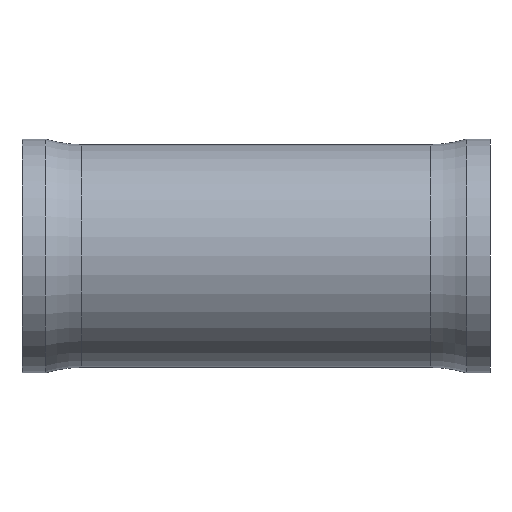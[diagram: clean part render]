
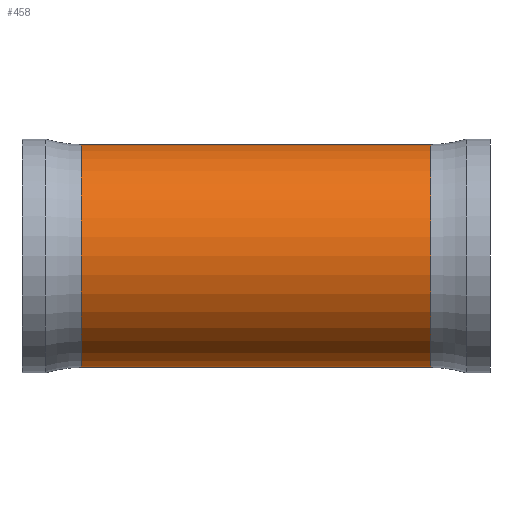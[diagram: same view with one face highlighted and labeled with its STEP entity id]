
A CAD part, left-side view. The second image highlights one B-rep face of the part: STEP entity #458.
In plain terms, the highlighted cylindrical face has radius 23.812 mm (diameter 47.625 mm), a partial arc.
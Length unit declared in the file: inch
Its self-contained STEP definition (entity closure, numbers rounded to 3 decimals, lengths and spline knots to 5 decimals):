
#7 = VERTEX_POINT ( 'NONE', #351 ) ;
#14 = DIRECTION ( 'NONE',  ( 0., 0., 1. ) ) ;
#20 = DIRECTION ( 'NONE',  ( 0., 1., 0. ) ) ;
#22 = LINE ( 'NONE', #506, #172 ) ;
#23 = VECTOR ( 'NONE', #106, 39.37008 ) ;
#45 = ORIENTED_EDGE ( 'NONE', *, *, #199, .T. ) ;
#51 = LINE ( 'NONE', #459, #23 ) ;
#68 = CARTESIAN_POINT ( 'NONE',  ( 0., 3.43861, 0. ) ) ;
#82 = CIRCLE ( 'NONE', #217, 0.9375 ) ;
#88 = CYLINDRICAL_SURFACE ( 'NONE', #360, 0.9375 ) ;
#95 = FACE_OUTER_BOUND ( 'NONE', #382, .T. ) ;
#106 = DIRECTION ( 'NONE',  ( 0., 1., 0. ) ) ;
#130 = DIRECTION ( 'NONE',  ( 0., 1., 0. ) ) ;
#172 = VECTOR ( 'NONE', #20, 39.37008 ) ;
#199 = EDGE_CURVE ( 'NONE', #598, #585, #223, .T. ) ;
#212 = DIRECTION ( 'NONE',  ( 0., 1., 0. ) ) ;
#217 = AXIS2_PLACEMENT_3D ( 'NONE', #68, #130, #14 ) ;
#219 = CARTESIAN_POINT ( 'NONE',  ( 0., 0.49839, 0. ) ) ;
#223 = CIRCLE ( 'NONE', #454, 0.9375 ) ;
#251 = CARTESIAN_POINT ( 'NONE',  ( 0., 0.49839, -0.9375 ) ) ;
#263 = DIRECTION ( 'NONE',  ( 0., 0., 1. ) ) ;
#279 = EDGE_CURVE ( 'NONE', #585, #7, #22, .T. ) ;
#324 = ORIENTED_EDGE ( 'NONE', *, *, #610, .F. ) ;
#325 = ORIENTED_EDGE ( 'NONE', *, *, #473, .F. ) ;
#351 = CARTESIAN_POINT ( 'NONE',  ( 0., 3.43861, 0.9375 ) ) ;
#360 = AXIS2_PLACEMENT_3D ( 'NONE', #470, #438, #263 ) ;
#382 = EDGE_LOOP ( 'NONE', ( #324, #45, #400, #325 ) ) ;
#400 = ORIENTED_EDGE ( 'NONE', *, *, #279, .T. ) ;
#438 = DIRECTION ( 'NONE',  ( 0., 1., 0. ) ) ;
#454 = AXIS2_PLACEMENT_3D ( 'NONE', #219, #212, #627 ) ;
#458 = ADVANCED_FACE ( 'NONE', ( #95 ), #88, .T. ) ;
#459 = CARTESIAN_POINT ( 'NONE',  ( 0., 5.49933, -0.9375 ) ) ;
#470 = CARTESIAN_POINT ( 'NONE',  ( 0., 5.49933, 0. ) ) ;
#473 = EDGE_CURVE ( 'NONE', #558, #7, #82, .T. ) ;
#486 = CARTESIAN_POINT ( 'NONE',  ( 0., 0.49839, 0.9375 ) ) ;
#506 = CARTESIAN_POINT ( 'NONE',  ( 0., 5.49933, 0.9375 ) ) ;
#558 = VERTEX_POINT ( 'NONE', #579 ) ;
#579 = CARTESIAN_POINT ( 'NONE',  ( 0., 3.43861, -0.9375 ) ) ;
#585 = VERTEX_POINT ( 'NONE', #486 ) ;
#598 = VERTEX_POINT ( 'NONE', #251 ) ;
#610 = EDGE_CURVE ( 'NONE', #598, #558, #51, .T. ) ;
#627 = DIRECTION ( 'NONE',  ( 0., 0., 1. ) ) ;
